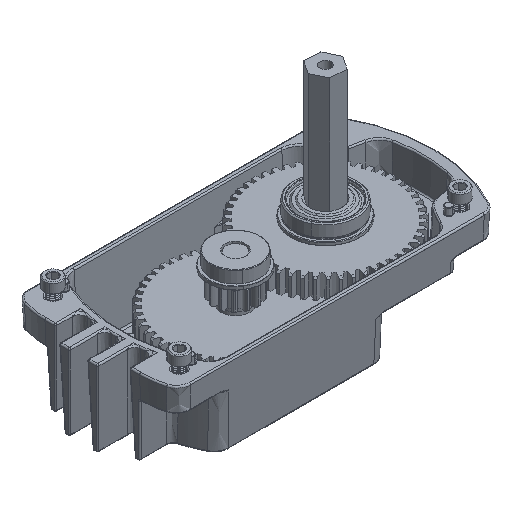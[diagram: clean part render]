
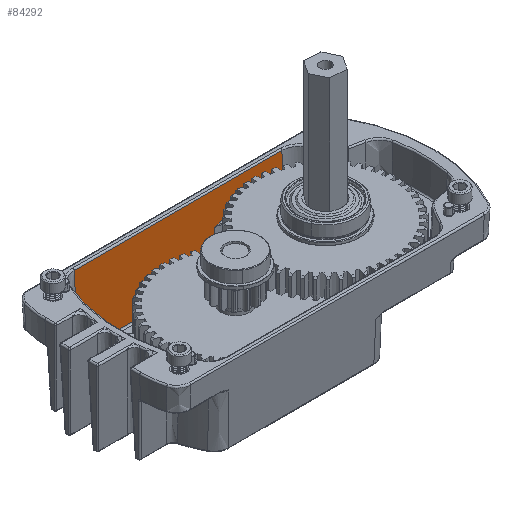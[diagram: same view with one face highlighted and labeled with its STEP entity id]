
A CAD part, isometric view. The second image highlights one B-rep face of the part: STEP entity #84292.
In plain terms, the highlighted face is planar.
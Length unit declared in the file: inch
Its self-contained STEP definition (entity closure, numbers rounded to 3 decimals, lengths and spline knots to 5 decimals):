
#4253 = LINE ( 'NONE', #48321, #30637 ) ;
#4758 = CARTESIAN_POINT ( 'NONE',  ( 1.33054, -1.05305, -0.55724 ) ) ;
#4992 = VECTOR ( 'NONE', #90192, 39.37008 ) ;
#5055 = CARTESIAN_POINT ( 'NONE',  ( 1.33094, -2.16742, -0.54587 ) ) ;
#6224 = CARTESIAN_POINT ( 'NONE',  ( 1.34916, 1.5225, -0.02413 ) ) ;
#7064 = CARTESIAN_POINT ( 'NONE',  ( 1.33094, -1.12611, -0.54587 ) ) ;
#8867 = ORIENTED_EDGE ( 'NONE', *, *, #81048, .T. ) ;
#10209 = CARTESIAN_POINT ( 'NONE',  ( 1.31116, 0.9509, -1.11213 ) ) ;
#11377 = CARTESIAN_POINT ( 'NONE',  ( 1.30987, -0.61772, -1.14913 ) ) ;
#11866 = CARTESIAN_POINT ( 'NONE',  ( 1.34916, 1.5225, -0.02413 ) ) ;
#13062 = CARTESIAN_POINT ( 'NONE',  ( 1.31069, -0.65121, -1.12574 ) ) ;
#13488 = VERTEX_POINT ( 'NONE', #75736 ) ;
#13541 = LINE ( 'NONE', #96651, #55850 ) ;
#14015 = CARTESIAN_POINT ( 'NONE',  ( 1.31156, -0.94758, -1.10087 ) ) ;
#14096 = CARTESIAN_POINT ( 'NONE',  ( 1.32418, 1.50626, -0.73927 ) ) ;
#14957 = VECTOR ( 'NONE', #96283, 39.37008 ) ;
#15045 = DIRECTION ( 'NONE',  ( 0.035, -0.07, 0.997 ) ) ;
#15071 = CARTESIAN_POINT ( 'NONE',  ( 1.33672, 1.51443, -0.38036 ) ) ;
#15613 = LINE ( 'NONE', #75010, #28517 ) ;
#16467 = CARTESIAN_POINT ( 'NONE',  ( 1.31156, -0.71774, -1.10087 ) ) ;
#17844 = EDGE_CURVE ( 'NONE', #89721, #13488, #55084, .T. ) ;
#18112 = CARTESIAN_POINT ( 'NONE',  ( 1.31028, 0.90681, -1.13739 ) ) ;
#18129 = ORIENTED_EDGE ( 'NONE', *, *, #46180, .T. ) ;
#18597 = CARTESIAN_POINT ( 'NONE',  ( 1.3113, 0.96042, -1.10819 ) ) ;
#18724 = DIRECTION ( 'NONE',  ( 0., -1., 0. ) ) ;
#20514 = CARTESIAN_POINT ( 'NONE',  ( 1.30987, -0.61772, -1.14913 ) ) ;
#20605 = DIRECTION ( 'NONE',  ( -0.999, 0., 0.035 ) ) ;
#21053 = CARTESIAN_POINT ( 'NONE',  ( 1.33068, -1.06742, -0.55332 ) ) ;
#21076 = CARTESIAN_POINT ( 'NONE',  ( 1.31156, 1.49799, -1.10087 ) ) ;
#21186 = ORIENTED_EDGE ( 'NONE', *, *, #60845, .T. ) ;
#21948 = CARTESIAN_POINT ( 'NONE',  ( 1.3115, -0.70768, -1.10256 ) ) ;
#22848 = EDGE_CURVE ( 'NONE', #95345, #27003, #37364, .T. ) ;
#22924 = CARTESIAN_POINT ( 'NONE',  ( 1.3113, -0.68796, -1.10819 ) ) ;
#22989 = CARTESIAN_POINT ( 'NONE',  ( 1.35031, -0.69881, 0.00892 ) ) ;
#24769 = CARTESIAN_POINT ( 'NONE',  ( 1.30492, -0.60779, -1.29087 ) ) ;
#25934 = LINE ( 'NONE', #95645, #82649 ) ;
#27003 = VERTEX_POINT ( 'NONE', #11377 ) ;
#27494 = LINE ( 'NONE', #72005, #77356 ) ;
#27994 = CARTESIAN_POINT ( 'NONE',  ( 1.34916, -2.17803, -0.02413 ) ) ;
#28517 = VECTOR ( 'NONE', #66646, 39.37008 ) ;
#30637 = VECTOR ( 'NONE', #34454, 39.37008 ) ;
#30658 = VERTEX_POINT ( 'NONE', #96999 ) ;
#32248 = VERTEX_POINT ( 'NONE', #11866 ) ;
#32635 = ORIENTED_EDGE ( 'NONE', *, *, #58206, .T. ) ;
#32944 = VERTEX_POINT ( 'NONE', #14015 ) ;
#32976 = CARTESIAN_POINT ( 'NONE',  ( 1.30987, 0.89011, -1.14913 ) ) ;
#34454 = DIRECTION ( 'NONE',  ( 0., -1., 0. ) ) ;
#35196 = ORIENTED_EDGE ( 'NONE', *, *, #59498, .T. ) ;
#36244 = ORIENTED_EDGE ( 'NONE', *, *, #17844, .T. ) ;
#36904 = CARTESIAN_POINT ( 'NONE',  ( 1.31787, 1.50213, -0.92007 ) ) ;
#37026 = VERTEX_POINT ( 'NONE', #51730 ) ;
#37364 = LINE ( 'NONE', #22989, #78239 ) ;
#37701 = ORIENTED_EDGE ( 'NONE', *, *, #22848, .T. ) ;
#41403 = CARTESIAN_POINT ( 'NONE',  ( 1.31156, 0.99023, -1.10087 ) ) ;
#43650 = VERTEX_POINT ( 'NONE', #7064 ) ;
#46176 = LINE ( 'NONE', #97633, #4992 ) ;
#46180 = EDGE_CURVE ( 'NONE', #27003, #37026, #87505, .T. ) ;
#46867 = ORIENTED_EDGE ( 'NONE', *, *, #71324, .T. ) ;
#48321 = CARTESIAN_POINT ( 'NONE',  ( 1.33094, -0.82631, -0.54587 ) ) ;
#48352 = VECTOR ( 'NONE', #18724, 39.37008 ) ;
#48475 = EDGE_CURVE ( 'NONE', #51916, #62719, #46176, .T. ) ;
#49337 = FACE_OUTER_BOUND ( 'NONE', #84847, .T. ) ;
#50298 = CARTESIAN_POINT ( 'NONE',  ( 1.33094, -1.12611, -0.54587 ) ) ;
#50725 = CARTESIAN_POINT ( 'NONE',  ( 1.31028, -0.63441, -1.13738 ) ) ;
#50881 = EDGE_CURVE ( 'NONE', #37026, #32944, #13541, .T. ) ;
#51730 = CARTESIAN_POINT ( 'NONE',  ( 1.31156, -0.72809, -1.10087 ) ) ;
#51916 = VERTEX_POINT ( 'NONE', #5055 ) ;
#55084 = B_SPLINE_CURVE_WITH_KNOTS ( 'NONE', 3,
 ( #85881, #41403, #70553, #18597, #10209, #78947, #18112, #32976 ),
 .UNSPECIFIED., .F., .F.,
 ( 4, 2, 2, 4 ),
 ( 0., 0.00078, 0.00156, 0.00311 ),
 .UNSPECIFIED. ) ;
#55850 = VECTOR ( 'NONE', #97612, 39.37008 ) ;
#55861 = LINE ( 'NONE', #86508, #48352 ) ;
#56773 = DIRECTION ( 'NONE',  ( 0.035, 0., 0.999 ) ) ;
#57234 = CARTESIAN_POINT ( 'NONE',  ( 1.33006, -1.01055, -0.57089 ) ) ;
#57256 = CARTESIAN_POINT ( 'NONE',  ( 1.30498, 0.87817, -1.28924 ) ) ;
#57692 = DIRECTION ( 'NONE',  ( 0., 1., 0. ) ) ;
#58206 = EDGE_CURVE ( 'NONE', #13488, #30658, #65638, .T. ) ;
#59498 = EDGE_CURVE ( 'NONE', #43650, #51916, #4253, .T. ) ;
#59579 = CARTESIAN_POINT ( 'NONE',  ( 1.32925, -0.95571, -0.59413 ) ) ;
#60514 = CARTESIAN_POINT ( 'NONE',  ( 1.31156, -0.72809, -1.10087 ) ) ;
#60845 = EDGE_CURVE ( 'NONE', #32944, #71539, #25934, .T. ) ;
#62719 = VERTEX_POINT ( 'NONE', #27994 ) ;
#62895 = ORIENTED_EDGE ( 'NONE', *, *, #48475, .T. ) ;
#63749 = CARTESIAN_POINT ( 'NONE',  ( 1.31156, 1.49799, -1.10087 ) ) ;
#65638 = LINE ( 'NONE', #57256, #14957 ) ;
#66086 = CARTESIAN_POINT ( 'NONE',  ( 1.32925, -0.95571, -0.59413 ) ) ;
#66646 = DIRECTION ( 'NONE',  ( 0., -1., 0. ) ) ;
#67908 = VERTEX_POINT ( 'NONE', #63749 ) ;
#70553 = CARTESIAN_POINT ( 'NONE',  ( 1.3115, 0.98016, -1.10256 ) ) ;
#71324 = EDGE_CURVE ( 'NONE', #62719, #32248, #27494, .T. ) ;
#71539 = VERTEX_POINT ( 'NONE', #59579 ) ;
#71585 = PLANE ( 'NONE',  #97747 ) ;
#72005 = CARTESIAN_POINT ( 'NONE',  ( 1.34916, -0.82631, -0.02413 ) ) ;
#72233 = EDGE_CURVE ( 'NONE', #30658, #95345, #15613, .T. ) ;
#72535 = CARTESIAN_POINT ( 'NONE',  ( 1.32966, -0.9831, -0.58246 ) ) ;
#72634 = B_SPLINE_CURVE_WITH_KNOTS ( 'NONE', 3,
 ( #6224, #97702, #15071, #90263, #14096, #36904, #21076 ),
 .UNSPECIFIED., .F., .F.,
 ( 4, 3, 4 ),
 ( 0.00061, 0.0142, 0.02799 ),
 .UNSPECIFIED. ) ;
#74433 = CARTESIAN_POINT ( 'NONE',  ( 1.33094, -1.11112, -0.54587 ) ) ;
#75010 = CARTESIAN_POINT ( 'NONE',  ( 1.30492, -0.6061, -1.29087 ) ) ;
#75736 = CARTESIAN_POINT ( 'NONE',  ( 1.30987, 0.89011, -1.14913 ) ) ;
#77356 = VECTOR ( 'NONE', #57692, 39.37008 ) ;
#77883 = EDGE_CURVE ( 'NONE', #32248, #67908, #72634, .T. ) ;
#78239 = VECTOR ( 'NONE', #15045, 39.37008 ) ;
#78947 = CARTESIAN_POINT ( 'NONE',  ( 1.31069, 0.92364, -1.12575 ) ) ;
#79000 = CARTESIAN_POINT ( 'NONE',  ( 1.35, -0.82631, 0. ) ) ;
#79003 = ORIENTED_EDGE ( 'NONE', *, *, #77883, .T. ) ;
#81048 = EDGE_CURVE ( 'NONE', #71539, #43650, #86266, .T. ) ;
#82649 = VECTOR ( 'NONE', #87738, 39.37008 ) ;
#84237 = CARTESIAN_POINT ( 'NONE',  ( 1.31116, -0.67845, -1.11212 ) ) ;
#84292 = ADVANCED_FACE ( 'NONE', ( #49337 ), #71585, .T. ) ;
#84847 = EDGE_LOOP ( 'NONE', ( #37701, #18129, #96255, #21186, #8867, #35196, #62895, #46867, #79003, #95368, #36244, #32635, #91854 ) ) ;
#84946 = CARTESIAN_POINT ( 'NONE',  ( 1.31156, 1.00058, -1.10087 ) ) ;
#85881 = CARTESIAN_POINT ( 'NONE',  ( 1.31156, 1.00058, -1.10087 ) ) ;
#86266 = B_SPLINE_CURVE_WITH_KNOTS ( 'NONE', 3,
 ( #66086, #72535, #57234, #4758, #21053, #87379, #74433, #50298 ),
 .UNSPECIFIED., .F., .F.,
 ( 4, 2, 2, 4 ),
 ( -0.00002, 0.00225, 0.00339, 0.00452 ),
 .UNSPECIFIED. ) ;
#86508 = CARTESIAN_POINT ( 'NONE',  ( 1.31156, -0.82631, -1.10087 ) ) ;
#87379 = CARTESIAN_POINT ( 'NONE',  ( 1.33088, -1.09644, -0.54766 ) ) ;
#87505 = B_SPLINE_CURVE_WITH_KNOTS ( 'NONE', 3,
 ( #20514, #50725, #13062, #84237, #22924, #21948, #16467, #60514 ),
 .UNSPECIFIED., .F., .F.,
 ( 4, 2, 2, 4 ),
 ( -0.00001, 0.00155, 0.00232, 0.0031 ),
 .UNSPECIFIED. ) ;
#87738 = DIRECTION ( 'NONE',  ( 0.035, -0.016, 0.999 ) ) ;
#89721 = VERTEX_POINT ( 'NONE', #84946 ) ;
#90192 = DIRECTION ( 'NONE',  ( 0.035, -0.02, 0.999 ) ) ;
#90263 = CARTESIAN_POINT ( 'NONE',  ( 1.3305, 1.51037, -0.55847 ) ) ;
#91854 = ORIENTED_EDGE ( 'NONE', *, *, #72233, .T. ) ;
#95345 = VERTEX_POINT ( 'NONE', #24769 ) ;
#95368 = ORIENTED_EDGE ( 'NONE', *, *, #96321, .T. ) ;
#95645 = CARTESIAN_POINT ( 'NONE',  ( 1.33017, -0.95614, -0.56779 ) ) ;
#96255 = ORIENTED_EDGE ( 'NONE', *, *, #50881, .T. ) ;
#96283 = DIRECTION ( 'NONE',  ( -0.035, -0.085, -0.996 ) ) ;
#96321 = EDGE_CURVE ( 'NONE', #67908, #89721, #55861, .T. ) ;
#96651 = CARTESIAN_POINT ( 'NONE',  ( 1.31156, -0.82631, -1.10087 ) ) ;
#96999 = CARTESIAN_POINT ( 'NONE',  ( 1.30492, 0.87803, -1.29087 ) ) ;
#97612 = DIRECTION ( 'NONE',  ( 0., -1., 0. ) ) ;
#97633 = CARTESIAN_POINT ( 'NONE',  ( 1.35012, -2.17859, 0.00354 ) ) ;
#97702 = CARTESIAN_POINT ( 'NONE',  ( 1.34294, 1.51847, -0.20224 ) ) ;
#97747 = AXIS2_PLACEMENT_3D ( 'NONE', #79000, #20605, #56773 ) ;
